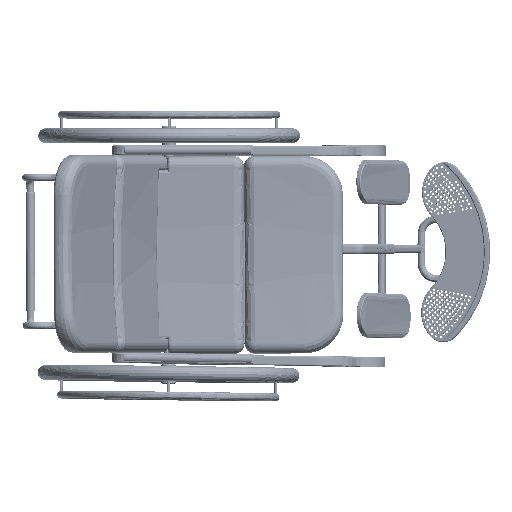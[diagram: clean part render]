
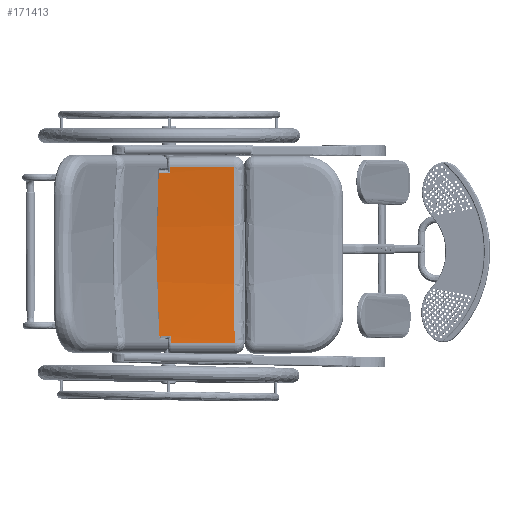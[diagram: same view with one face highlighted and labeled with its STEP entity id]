
A CAD part, top view. The second image highlights one B-rep face of the part: STEP entity #171413.
In plain terms, the highlighted face is a revolution surface.
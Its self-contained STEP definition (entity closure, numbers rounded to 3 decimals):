
#171413 = ADVANCED_FACE('',(#171414),#171484,.T.);
#171414 = FACE_BOUND('',#171415,.T.);
#171415 = EDGE_LOOP('',(#171416,#171426,#171435,#171443,#171452,#171460,
    #171469,#171477));
#171416 = ORIENTED_EDGE('',*,*,#171417,.F.);
#171417 = EDGE_CURVE('',#171418,#171420,#171422,.T.);
#171418 = VERTEX_POINT('',#171419);
#171419 = CARTESIAN_POINT('',(39.758,-39.995,
    -9.081));
#171420 = VERTEX_POINT('',#171421);
#171421 = CARTESIAN_POINT('',(26.799,-40.045,
    -9.081));
#171422 = LINE('',#171423,#171424);
#171423 = CARTESIAN_POINT('',(39.758,-39.995,
    -9.081));
#171424 = VECTOR('',#171425,1.);
#171425 = DIRECTION('',(-1.,-0.004,0.));
#171426 = ORIENTED_EDGE('',*,*,#171427,.F.);
#171427 = EDGE_CURVE('',#171428,#171418,#171430,.T.);
#171428 = VERTEX_POINT('',#171429);
#171429 = CARTESIAN_POINT('',(39.619,-4.337,
    -9.081));
#171430 = CIRCLE('',#171431,208.325);
#171431 = AXIS2_PLACEMENT_3D('',#171432,#171433,#171434);
#171432 = CARTESIAN_POINT('',(39.689,-22.166,
    198.48));
#171433 = DIRECTION('',(-1.,-0.004,
    0.));
#171434 = DIRECTION('',(0.,0.086,
    -0.996));
#171435 = ORIENTED_EDGE('',*,*,#171436,.F.);
#171436 = EDGE_CURVE('',#171437,#171428,#171439,.T.);
#171437 = VERTEX_POINT('',#171438);
#171438 = CARTESIAN_POINT('',(26.659,-4.388,
    -9.081));
#171439 = LINE('',#171440,#171441);
#171440 = CARTESIAN_POINT('',(26.659,-4.388,
    -9.081));
#171441 = VECTOR('',#171442,1.);
#171442 = DIRECTION('',(1.,0.004,0.));
#171443 = ORIENTED_EDGE('',*,*,#171444,.F.);
#171444 = EDGE_CURVE('',#171445,#171437,#171447,.T.);
#171445 = VERTEX_POINT('',#171446);
#171446 = CARTESIAN_POINT('',(26.664,-5.557,
    -9.178));
#171447 = B_SPLINE_CURVE_WITH_KNOTS('',3,(#171448,#171449,#171450,
    #171451),.UNSPECIFIED.,.F.,.F.,(4,4),(0.,1.),
  .PIECEWISE_BEZIER_KNOTS.);
#171448 = CARTESIAN_POINT('',(26.664,-5.557,
    -9.178));
#171449 = CARTESIAN_POINT('',(26.662,-5.167,
    -9.147));
#171450 = CARTESIAN_POINT('',(26.661,-4.777,
    -9.114));
#171451 = CARTESIAN_POINT('',(26.659,-4.388,
    -9.081));
#171452 = ORIENTED_EDGE('',*,*,#171453,.F.);
#171453 = EDGE_CURVE('',#171454,#171445,#171456,.T.);
#171454 = VERTEX_POINT('',#171455);
#171455 = CARTESIAN_POINT('',(23.664,-5.569,
    -9.178));
#171456 = LINE('',#171457,#171458);
#171457 = CARTESIAN_POINT('',(23.664,-5.569,
    -9.178));
#171458 = VECTOR('',#171459,1.);
#171459 = DIRECTION('',(1.,0.004,0.));
#171460 = ORIENTED_EDGE('',*,*,#171461,.F.);
#171461 = EDGE_CURVE('',#171462,#171454,#171464,.T.);
#171462 = VERTEX_POINT('',#171463);
#171463 = CARTESIAN_POINT('',(23.793,-38.689,
    -9.194));
#171464 = CIRCLE('',#171465,208.325);
#171465 = AXIS2_PLACEMENT_3D('',#171466,#171467,#171468);
#171466 = CARTESIAN_POINT('',(23.729,-22.228,
    198.48));
#171467 = DIRECTION('',(1.,0.004,
    0.));
#171468 = DIRECTION('',(0.,-0.079,
    -0.997));
#171469 = ORIENTED_EDGE('',*,*,#171470,.F.);
#171470 = EDGE_CURVE('',#171471,#171462,#171473,.T.);
#171471 = VERTEX_POINT('',#171472);
#171472 = CARTESIAN_POINT('',(26.793,-38.677,
    -9.194));
#171473 = LINE('',#171474,#171475);
#171474 = CARTESIAN_POINT('',(26.793,-38.677,
    -9.194));
#171475 = VECTOR('',#171476,1.);
#171476 = DIRECTION('',(-1.,-0.004,0.));
#171477 = ORIENTED_EDGE('',*,*,#171478,.F.);
#171478 = EDGE_CURVE('',#171420,#171471,#171479,.T.);
#171479 = CIRCLE('',#171480,208.325);
#171480 = AXIS2_PLACEMENT_3D('',#171481,#171482,#171483);
#171481 = CARTESIAN_POINT('',(26.729,-22.217,
    198.48));
#171482 = DIRECTION('',(1.,0.004,
    0.));
#171483 = DIRECTION('',(0.,-0.086,
    -0.996));
#171484 = SURFACE_OF_REVOLUTION('',#171485,#171489);
#171485 = LINE('',#171486,#171487);
#171486 = CARTESIAN_POINT('',(38.874,186.158,
    198.48));
#171487 = VECTOR('',#171488,1.);
#171488 = DIRECTION('',(-1.,-0.004,0.));
#171489 = AXIS1_PLACEMENT('',#171490,#171491);
#171490 = CARTESIAN_POINT('',(61.729,-22.08,
    198.48));
#171491 = DIRECTION('',(1.,0.004,0.));
